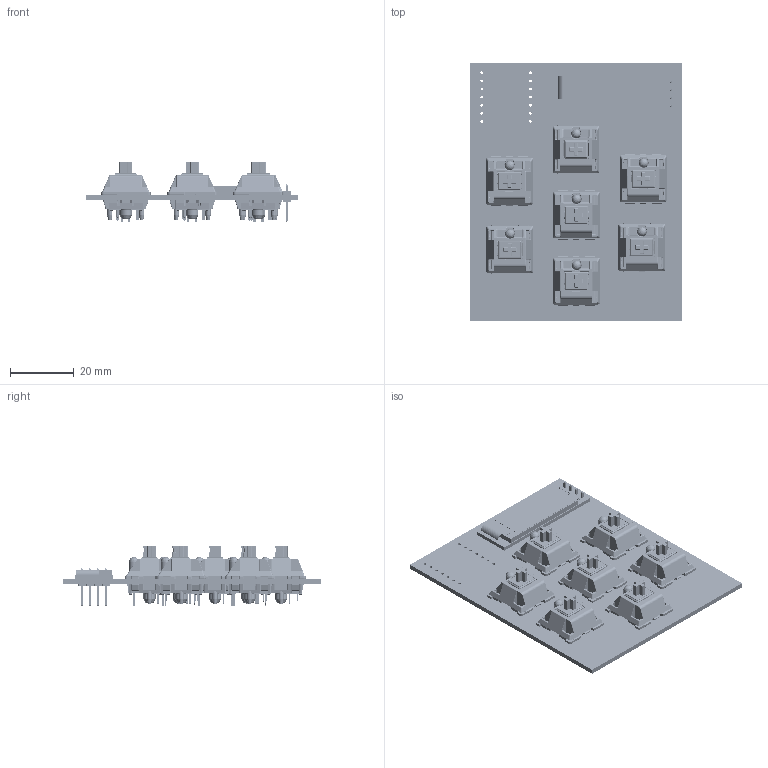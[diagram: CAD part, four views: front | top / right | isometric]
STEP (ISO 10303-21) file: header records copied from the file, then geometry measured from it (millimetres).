
FILE_DESCRIPTION(('KiCad electronic assembly'),'2;1');
FILE_NAME('honey-pad.step','2025-07-31T11:30:15',('Pcbnew'),('Kicad'), 'Open CASCADE STEP processor 7.8','KiCad to STEP converter','Unknown' );
FILE_SCHEMA(('AUTOMOTIVE_DESIGN { 1 0 10303 214 1 1 1 1 }'));
Length unit declared in the file: millimetre
Products named in the file (10): honey-pad 1; b23b2af1c99153fe488ddd7cfa8304c6e30416d8_mx_; MX Öá °´¼ü¡ä_¨¹___¡§1; MX ס סͥ¨¢¨¬_¡§¡顧__; MXס ϞñLEDLEDLED; MXÖá ÖáÌå µ×²¿ ¦Ì¡Á2__Ä¬ÈÏ_¨¢2____¨¨_; ֫½ğ__Ĭɏ__¨¨_; 128x32-OLED; honey-pad_PCB; honey-pad 2
Assembly tree (14 placements, depth 3):
  honey-pad 1
    b23b2af1c99153fe488ddd7cfa8304c6e30416d8_mx_  x7
      MX Öá °´¼ü¡ä_¨¹___¡§1
      MX ס סͥ¨¢¨¬_¡§¡顧__
      MXס ϞñLEDLEDLED
      MXÖá ÖáÌå µ×²¿ ¦Ì¡Á2__Ä¬ÈÏ_¨¢2____¨¨_
      ֫½ğ__Ĭɏ__¨¨_
    128x32-OLED
    honey-pad_PCB
  honey-pad 2
Bounding box: 66.67 x 80.96 x 19.04 mm (x, y, z)
Volume: 16998 mm3; surface area: 31940.8 mm2
Topology: 72 solids, 72 shells, 11315 faces, 27220 edges, 15349 vertices
Faces by surface type: cylinder 4834, plane 3398, torus 1463, sphere 791, bspline 493, revolution 266, cone 70
Full cylindrical faces by diameter (mm): 0.889 x14, 1 x4, 1.5 x14, 1.7 x14, 4 x7
Entity records: 61163 total; most frequent: CARTESIAN_POINT 16725, DIRECTION 9286, ORIENTED_EDGE 9198, EDGE_CURVE 4599, AXIS2_PLACEMENT_3D 3339, VERTEX_POINT 2725, LINE 2570, VECTOR 2570
